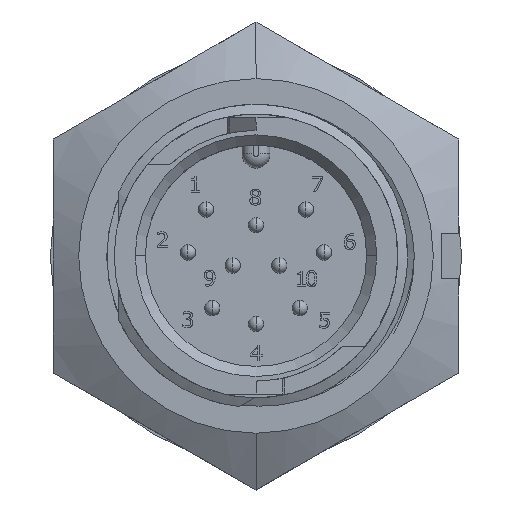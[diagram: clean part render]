
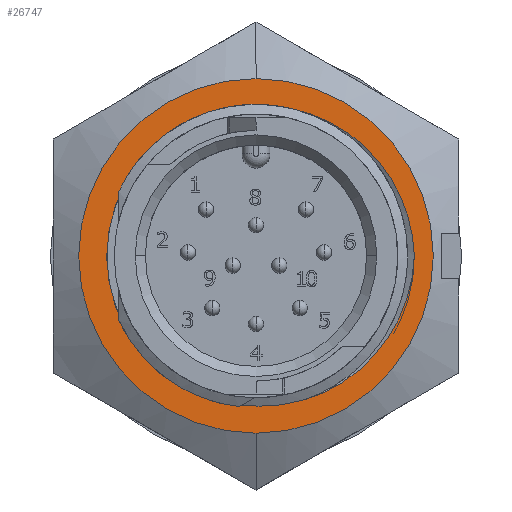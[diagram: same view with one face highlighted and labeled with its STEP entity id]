
A CAD part, top view. The second image highlights one B-rep face of the part: STEP entity #26747.
In plain terms, the highlighted planar face has unit normal (0, 0, 1).
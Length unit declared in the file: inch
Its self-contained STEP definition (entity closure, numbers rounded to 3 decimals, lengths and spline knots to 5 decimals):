
#35 = CARTESIAN_POINT ( 'NONE',  ( 0., 0., -0.21774 ) ) ;
#282 = CARTESIAN_POINT ( 'NONE',  ( 0.03127, 0.2967, -0.21774 ) ) ;
#432 = CARTESIAN_POINT ( 'NONE',  ( 0.09743, 0.28445, -0.21774 ) ) ;
#450 = VERTEX_POINT ( 'NONE', #25774 ) ;
#618 = EDGE_CURVE ( 'NONE', #28235, #450, #17900, .T. ) ;
#746 = VERTEX_POINT ( 'NONE', #1051 ) ;
#1051 = CARTESIAN_POINT ( 'NONE',  ( -0.05788, -0.28876, -0.21774 ) ) ;
#1687 = VERTEX_POINT ( 'NONE', #27557 ) ;
#2006 = CARTESIAN_POINT ( 'NONE',  ( 0.30585, -0.0558, -0.21774 ) ) ;
#2102 = CIRCLE ( 'NONE', #19585, 0.2945 ) ;
#2462 = CARTESIAN_POINT ( 'NONE',  ( 0.3118, 0.02252, -0.21774 ) ) ;
#2483 = EDGE_LOOP ( 'NONE', ( #20109, #28899, #14912 ) ) ;
#4025 = DIRECTION ( 'NONE',  ( 0., -1., 0. ) ) ;
#4187 = CARTESIAN_POINT ( 'NONE',  ( 0.2131, -0.21849, -0.21774 ) ) ;
#4484 = EDGE_LOOP ( 'NONE', ( #14834, #8131 ) ) ;
#4550 = DIRECTION ( 'NONE',  ( 0., 0., -1. ) ) ;
#4576 = CARTESIAN_POINT ( 'NONE',  ( 0., 0.35, -0.21774 ) ) ;
#4644 = CARTESIAN_POINT ( 'NONE',  ( 0.22923, -0.20255, -0.21774 ) ) ;
#4956 = CARTESIAN_POINT ( 'NONE',  ( 0.15867, 0.25809, -0.21774 ) ) ;
#5944 = FACE_OUTER_BOUND ( 'NONE', #4484, .T. ) ;
#6580 = AXIS2_PLACEMENT_3D ( 'NONE', #35, #4550, #26306 ) ;
#6686 = CARTESIAN_POINT ( 'NONE',  ( 0.31119, -0.02246, -0.21774 ) ) ;
#6991 = CARTESIAN_POINT ( 'NONE',  ( 0.22885, 0.20298, -0.21774 ) ) ;
#7625 = CARTESIAN_POINT ( 'NONE',  ( 0.28953, 0.10971, -0.21774 ) ) ;
#8131 = ORIENTED_EDGE ( 'NONE', *, *, #28684, .F. ) ;
#8294 = FACE_BOUND ( 'NONE', #2483, .T. ) ;
#9182 = CARTESIAN_POINT ( 'NONE',  ( 0.05334, -0.2943, -0.21774 ) ) ;
#9332 = CARTESIAN_POINT ( 'NONE',  ( 0.05346, 0.2943, -0.21774 ) ) ;
#9491 = CARTESIAN_POINT ( 'NONE',  ( -0.05788, -0.28876, -0.21774 ) ) ;
#9653 = CARTESIAN_POINT ( 'NONE',  ( -0.05788, 0.28876, -0.21774 ) ) ;
#9769 = DIRECTION ( 'NONE',  ( 0., 0., 1. ) ) ;
#11846 = CARTESIAN_POINT ( 'NONE',  ( 0.03074, -0.29673, -0.21774 ) ) ;
#12311 = CARTESIAN_POINT ( 'NONE',  ( 0.11846, 0.27717, -0.21774 ) ) ;
#13421 = AXIS2_PLACEMENT_3D ( 'NONE', #19590, #24139, #15053 ) ;
#13727 = CARTESIAN_POINT ( 'NONE',  ( 0., 0., -0.21774 ) ) ;
#13735 = CARTESIAN_POINT ( 'NONE',  ( 0.09675, -0.28463, -0.21774 ) ) ;
#13884 = CARTESIAN_POINT ( 'NONE',  ( 0.25734, -0.16807, -0.21774 ) ) ;
#14193 = CARTESIAN_POINT ( 'NONE',  ( 0.29751, 0.0885, -0.21774 ) ) ;
#14348 = CARTESIAN_POINT ( 'NONE',  ( 0.21298, 0.21858, -0.21774 ) ) ;
#14668 = CARTESIAN_POINT ( 'NONE',  ( -0.04691, 0.29136, -0.21774 ) ) ;
#14834 = ORIENTED_EDGE ( 'NONE', *, *, #17422, .F. ) ;
#14912 = ORIENTED_EDGE ( 'NONE', *, *, #30007, .F. ) ;
#15053 = DIRECTION ( 'NONE',  ( 0., 1., 0. ) ) ;
#16342 = CARTESIAN_POINT ( 'NONE',  ( -0.05788, 0.28876, -0.21774 ) ) ;
#16399 = CARTESIAN_POINT ( 'NONE',  ( 0.30804, -0.04473, -0.21774 ) ) ;
#17026 = CARTESIAN_POINT ( 'NONE',  ( -0.01351, 0.29594, -0.21774 ) ) ;
#17178 = CARTESIAN_POINT ( 'NONE',  ( 0.30862, 0.04496, -0.21774 ) ) ;
#17422 = EDGE_CURVE ( 'NONE', #18070, #1687, #20434, .T. ) ;
#17900 = B_SPLINE_CURVE_WITH_KNOTS ( 'NONE', 3,
 ( #9653, #14668, #28431, #17026, #26556, #282, #9332, #432, #12311, #4956, #29059, #14348, #6991, #28595, #21849, #7625, #14193, #17178, #2462, #26243 ),
 .UNSPECIFIED., .F., .F.,
 ( 4, 2, 2, 2, 2, 2, 2, 2, 2, 4 ),
 ( 0., 0.00086, 0.00171, 0.00343, 0.00514, 0.00685, 0.00856, 0.01028, 0.01199, 0.0137 ),
 .UNSPECIFIED. ) ;
#18070 = VERTEX_POINT ( 'NONE', #4576 ) ;
#18156 = PLANE ( 'NONE',  #26015 ) ;
#18462 = DIRECTION ( 'NONE',  ( 0., 0., -1. ) ) ;
#19585 = AXIS2_PLACEMENT_3D ( 'NONE', #13727, #9769, #4025 ) ;
#19590 = CARTESIAN_POINT ( 'NONE',  ( 0., 0., -0.21774 ) ) ;
#20109 = ORIENTED_EDGE ( 'NONE', *, *, #618, .T. ) ;
#20434 = CIRCLE ( 'NONE', #13421, 0.35 ) ;
#21077 = CARTESIAN_POINT ( 'NONE',  ( -0.03594, -0.29395, -0.21774 ) ) ;
#21223 = CARTESIAN_POINT ( 'NONE',  ( 0.26947, -0.14943, -0.21774 ) ) ;
#21849 = CARTESIAN_POINT ( 'NONE',  ( 0.26946, 0.14941, -0.21774 ) ) ;
#22056 = CIRCLE ( 'NONE', #6580, 0.35 ) ;
#23132 = CARTESIAN_POINT ( 'NONE',  ( 0.31215, -0.01126, -0.21774 ) ) ;
#23282 = CARTESIAN_POINT ( 'NONE',  ( 0.1778, -0.24626, -0.21774 ) ) ;
#23429 = CARTESIAN_POINT ( 'NONE',  ( 0.15857, -0.25816, -0.21774 ) ) ;
#23909 = EDGE_CURVE ( 'NONE', #450, #746, #24384, .T. ) ;
#24139 = DIRECTION ( 'NONE',  ( 0., 0., -1. ) ) ;
#24384 = B_SPLINE_CURVE_WITH_KNOTS ( 'NONE', 3,
 ( #28132, #23132, #6686, #16399, #2006, #28596, #25926, #21223, #13884, #4644, #4187, #23282, #23429, #30622, #13735, #9182, #11846, #30469, #21077, #9491 ),
 .UNSPECIFIED., .F., .F.,
 ( 4, 2, 2, 2, 2, 2, 2, 2, 2, 4 ),
 ( 0., 0.00086, 0.00171, 0.00343, 0.00514, 0.00685, 0.00856, 0.01028, 0.01199, 0.0137 ),
 .UNSPECIFIED. ) ;
#25507 = DIRECTION ( 'NONE',  ( 0., 1., 0. ) ) ;
#25774 = CARTESIAN_POINT ( 'NONE',  ( 0.3125, 0., -0.21774 ) ) ;
#25926 = CARTESIAN_POINT ( 'NONE',  ( 0.28976, -0.1092, -0.21774 ) ) ;
#26015 = AXIS2_PLACEMENT_3D ( 'NONE', #27696, #18462, #25507 ) ;
#26243 = CARTESIAN_POINT ( 'NONE',  ( 0.3125, 0., -0.21774 ) ) ;
#26306 = DIRECTION ( 'NONE',  ( 0., 1., 0. ) ) ;
#26556 = CARTESIAN_POINT ( 'NONE',  ( -0.00224, 0.2966, -0.21774 ) ) ;
#26747 = ADVANCED_FACE ( 'NONE', ( #8294, #5944 ), #18156, .F. ) ;
#27557 = CARTESIAN_POINT ( 'NONE',  ( 0., -0.35, -0.21774 ) ) ;
#27696 = CARTESIAN_POINT ( 'NONE',  ( -0.4, 0.23094, -0.21774 ) ) ;
#28132 = CARTESIAN_POINT ( 'NONE',  ( 0.3125, 0., -0.21774 ) ) ;
#28235 = VERTEX_POINT ( 'NONE', #16342 ) ;
#28431 = CARTESIAN_POINT ( 'NONE',  ( -0.03584, 0.29331, -0.21774 ) ) ;
#28595 = CARTESIAN_POINT ( 'NONE',  ( 0.25734, 0.16811, -0.21774 ) ) ;
#28596 = CARTESIAN_POINT ( 'NONE',  ( 0.29757, -0.08828, -0.21774 ) ) ;
#28684 = EDGE_CURVE ( 'NONE', #1687, #18070, #22056, .T. ) ;
#28899 = ORIENTED_EDGE ( 'NONE', *, *, #23909, .T. ) ;
#29059 = CARTESIAN_POINT ( 'NONE',  ( 0.178, 0.24611, -0.21774 ) ) ;
#30007 = EDGE_CURVE ( 'NONE', #28235, #746, #2102, .T. ) ;
#30469 = CARTESIAN_POINT ( 'NONE',  ( -0.01383, -0.29654, -0.21774 ) ) ;
#30622 = CARTESIAN_POINT ( 'NONE',  ( 0.11786, -0.27742, -0.21774 ) ) ;
